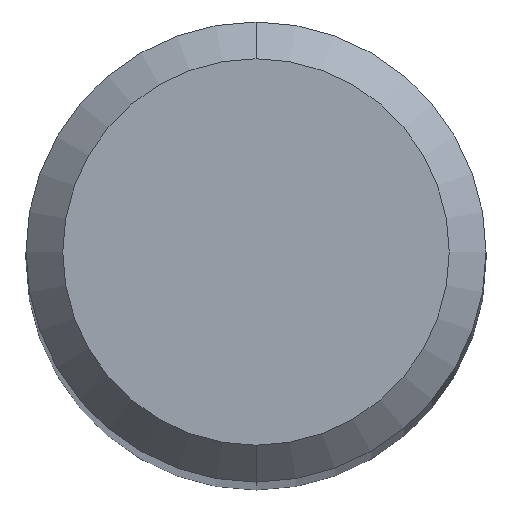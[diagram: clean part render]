
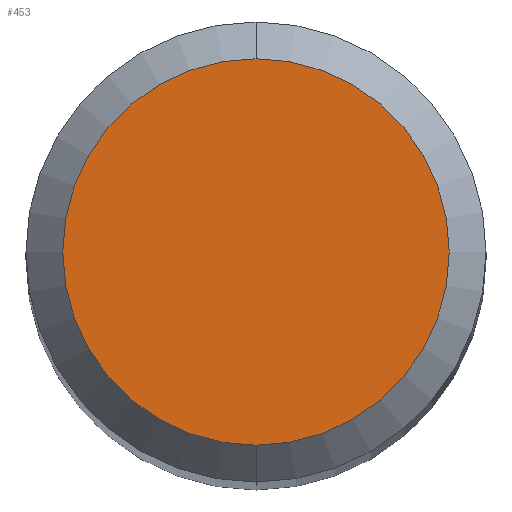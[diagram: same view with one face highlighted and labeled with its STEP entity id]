
A CAD part, top view. The second image highlights one B-rep face of the part: STEP entity #453.
In plain terms, the highlighted planar face has unit normal (0, 0, 1).
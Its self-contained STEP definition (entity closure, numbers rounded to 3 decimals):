
#199=VERTEX_POINT('',#509);
#329=EDGE_CURVE('',#365,#199,#651,.T.);
#333=EDGE_CURVE('',#199,#365,#655,.T.);
#365=VERTEX_POINT('',#690);
#453=ADVANCED_FACE('',(#787),#788,.T.);
#509=CARTESIAN_POINT('',(0.,-2.1,0.0));
#651=CIRCLE('',#1167,2.1);
#655=CIRCLE('',#1199,2.1);
#690=CARTESIAN_POINT('',(0.0,2.1,0.0));
#787=FACE_OUTER_BOUND('',#1428,.T.);
#788=PLANE('',#1429);
#1167=AXIS2_PLACEMENT_3D('',#1620,#1621,#1622);
#1199=AXIS2_PLACEMENT_3D('',#1623,#1624,#1625);
#1428=EDGE_LOOP('',(#1781,#1782));
#1429=AXIS2_PLACEMENT_3D('',#1783,#1784,#1785);
#1620=CARTESIAN_POINT('',(0.0,0.0,0.0));
#1621=DIRECTION('',(0.0,0.0,-1.0));
#1622=DIRECTION('',(0.0,1.0,0.0));
#1623=CARTESIAN_POINT('',(0.0,0.0,0.0));
#1624=DIRECTION('',(0.0,0.0,-1.0));
#1625=DIRECTION('',(0.0,1.0,0.0));
#1781=ORIENTED_EDGE('',*,*,#329,.F.);
#1782=ORIENTED_EDGE('',*,*,#333,.F.);
#1783=CARTESIAN_POINT('',(0.0,1.05,0.0));
#1784=DIRECTION('',(-0.0,0.0,1.0));
#1785=DIRECTION('',(0.0,-1.0,0.0));
